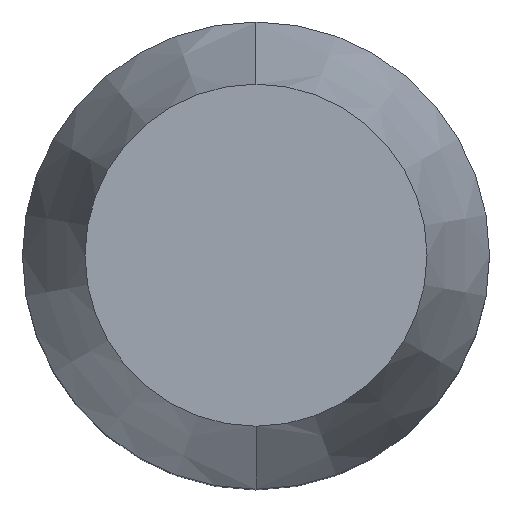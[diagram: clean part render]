
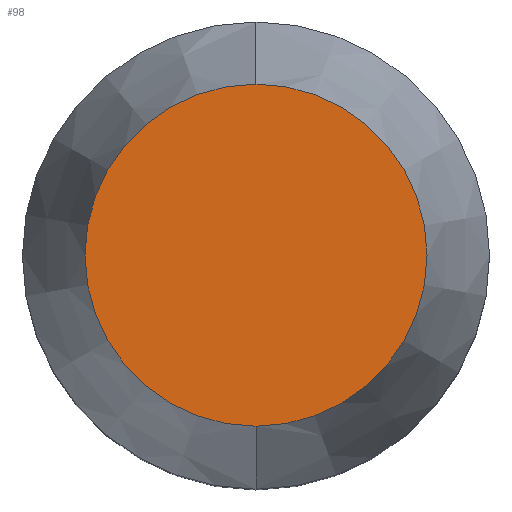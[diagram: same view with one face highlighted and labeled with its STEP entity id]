
A CAD part, top view. The second image highlights one B-rep face of the part: STEP entity #98.
In plain terms, the highlighted planar face has unit normal (0, 0, 1).
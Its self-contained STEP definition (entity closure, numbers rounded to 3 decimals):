
#68=EDGE_CURVE('',#102,#142,#172,.T.);
#70=EDGE_CURVE('',#142,#102,#174,.T.);
#98=ADVANCED_FACE('',(#208),#209,.T.);
#102=VERTEX_POINT('',#214);
#142=VERTEX_POINT('',#258);
#172=CIRCLE('',#279,4.392);
#174=CIRCLE('',#282,4.392);
#208=FACE_OUTER_BOUND('',#322,.T.);
#209=PLANE('',#323);
#214=CARTESIAN_POINT('',(0.,-4.392,18.0));
#258=CARTESIAN_POINT('',(0.,4.392,18.0));
#279=AXIS2_PLACEMENT_3D('',#405,#406,#407);
#282=AXIS2_PLACEMENT_3D('',#408,#409,#410);
#322=EDGE_LOOP('',(#468,#469));
#323=AXIS2_PLACEMENT_3D('',#470,#471,#472);
#405=CARTESIAN_POINT('',(0.,0.,18.0));
#406=DIRECTION('',(0.0,0.0,1.0));
#407=DIRECTION('',(0.,-1.0,0.0));
#408=CARTESIAN_POINT('',(0.,0.,18.0));
#409=DIRECTION('',(0.0,0.0,1.0));
#410=DIRECTION('',(0.,-1.0,0.0));
#468=ORIENTED_EDGE('',*,*,#68,.T.);
#469=ORIENTED_EDGE('',*,*,#70,.T.);
#470=CARTESIAN_POINT('',(0.,-2.196,18.0));
#471=DIRECTION('',(0.0,0.0,1.0));
#472=DIRECTION('',(0.,-1.0,0.0));
